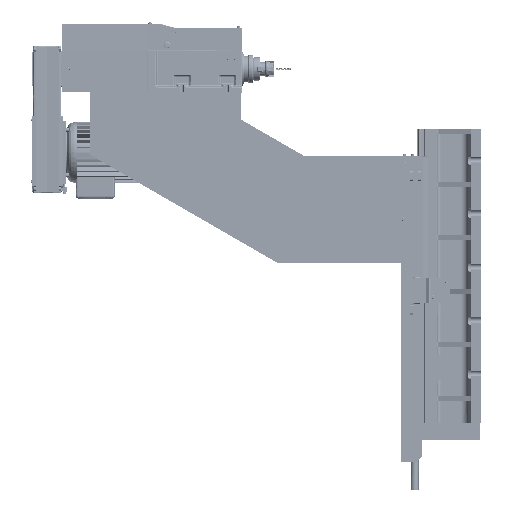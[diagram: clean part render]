
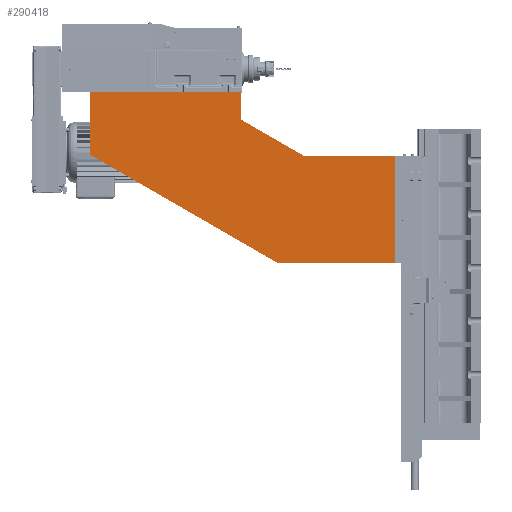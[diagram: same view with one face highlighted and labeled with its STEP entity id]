
A CAD part, left-side view. The second image highlights one B-rep face of the part: STEP entity #290418.
In plain terms, the highlighted free-form (B-spline) face has degree [1, 1] with [2, 2] control points.
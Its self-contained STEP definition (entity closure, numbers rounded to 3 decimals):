
#289865 = VERTEX_POINT('',#289866);
#289866 = CARTESIAN_POINT('',(-105.394,499.611,
    -207.826));
#289891 = VERTEX_POINT('',#289892);
#289892 = CARTESIAN_POINT('',(-105.394,745.093,
    -207.826));
#289897 = EDGE_CURVE('',#289865,#289891,#289898,.T.);
#289898 = B_SPLINE_CURVE_WITH_KNOTS('',1,(#289899,#289900),
  .UNSPECIFIED.,.F.,.F.,(2,2),(-136.84,136.84),
  .PIECEWISE_BEZIER_KNOTS.);
#289899 = CARTESIAN_POINT('',(-105.394,499.611,
    -207.826));
#289900 = CARTESIAN_POINT('',(-105.394,745.093,
    -207.826));
#289944 = VERTEX_POINT('',#289945);
#289945 = CARTESIAN_POINT('',(-105.394,499.611,
    -494.856));
#289950 = EDGE_CURVE('',#289944,#289951,#289953,.T.);
#289951 = VERTEX_POINT('',#289952);
#289952 = CARTESIAN_POINT('',(-105.394,816.528,
    -494.856));
#289953 = B_SPLINE_CURVE_WITH_KNOTS('',1,(#289954,#289955),
  .UNSPECIFIED.,.F.,.F.,(2,2),(-176.66,176.66),
  .PIECEWISE_BEZIER_KNOTS.);
#289954 = CARTESIAN_POINT('',(-105.394,499.611,
    -494.856));
#289955 = CARTESIAN_POINT('',(-105.394,816.528,
    -494.856));
#290375 = EDGE_CURVE('',#289865,#289944,#290376,.T.);
#290376 = B_SPLINE_CURVE_WITH_KNOTS('',1,(#290377,#290378),
  .UNSPECIFIED.,.F.,.F.,(2,2),(-160.,160.),.PIECEWISE_BEZIER_KNOTS.);
#290377 = CARTESIAN_POINT('',(-105.394,499.611,
    -207.826));
#290378 = CARTESIAN_POINT('',(-105.394,499.611,
    -494.856));
#290403 = VERTEX_POINT('',#290404);
#290404 = CARTESIAN_POINT('',(-105.394,914.907,
    -109.784));
#290409 = EDGE_CURVE('',#289891,#290403,#290410,.T.);
#290410 = B_SPLINE_CURVE_WITH_KNOTS('',1,(#290411,#290412),
  .UNSPECIFIED.,.F.,.F.,(2,2),(-109.304,109.304),
  .PIECEWISE_BEZIER_KNOTS.);
#290411 = CARTESIAN_POINT('',(-105.394,745.093,
    -207.826));
#290412 = CARTESIAN_POINT('',(-105.394,914.907,
    -109.784));
#290418 = ADVANCED_FACE('',(#290419),#290451,.F.);
#290419 = FACE_BOUND('',#290420,.T.);
#290420 = EDGE_LOOP('',(#290421,#290422,#290423,#290424,#290425,#290432,
    #290439,#290446));
#290421 = ORIENTED_EDGE('',*,*,#289950,.F.);
#290422 = ORIENTED_EDGE('',*,*,#290375,.F.);
#290423 = ORIENTED_EDGE('',*,*,#289897,.T.);
#290424 = ORIENTED_EDGE('',*,*,#290409,.T.);
#290425 = ORIENTED_EDGE('',*,*,#290426,.F.);
#290426 = EDGE_CURVE('',#290427,#290403,#290429,.T.);
#290427 = VERTEX_POINT('',#290428);
#290428 = CARTESIAN_POINT('',(-105.394,914.907,
    -37.402));
#290429 = B_SPLINE_CURVE_WITH_KNOTS('',1,(#290430,#290431),
  .UNSPECIFIED.,.F.,.F.,(2,2),(-40.348,40.348),
  .PIECEWISE_BEZIER_KNOTS.);
#290430 = CARTESIAN_POINT('',(-105.394,914.907,
    -37.402));
#290431 = CARTESIAN_POINT('',(-105.394,914.907,
    -109.784));
#290432 = ORIENTED_EDGE('',*,*,#290433,.F.);
#290433 = EDGE_CURVE('',#290434,#290427,#290436,.T.);
#290434 = VERTEX_POINT('',#290435);
#290435 = CARTESIAN_POINT('',(-105.394,1318.543,
    -37.402));
#290436 = B_SPLINE_CURVE_WITH_KNOTS('',1,(#290437,#290438),
  .UNSPECIFIED.,.F.,.F.,(2,2),(-225.,225.),.PIECEWISE_BEZIER_KNOTS.);
#290437 = CARTESIAN_POINT('',(-105.394,1318.543,
    -37.402));
#290438 = CARTESIAN_POINT('',(-105.394,914.907,
    -37.402));
#290439 = ORIENTED_EDGE('',*,*,#290440,.F.);
#290440 = EDGE_CURVE('',#290441,#290434,#290443,.T.);
#290441 = VERTEX_POINT('',#290442);
#290442 = CARTESIAN_POINT('',(-105.394,1318.543,
    -205.018));
#290443 = B_SPLINE_CURVE_WITH_KNOTS('',1,(#290444,#290445),
  .UNSPECIFIED.,.F.,.F.,(2,2),(-93.434,93.434),
  .PIECEWISE_BEZIER_KNOTS.);
#290444 = CARTESIAN_POINT('',(-105.394,1318.543,
    -205.018));
#290445 = CARTESIAN_POINT('',(-105.394,1318.543,
    -37.402));
#290446 = ORIENTED_EDGE('',*,*,#290447,.T.);
#290447 = EDGE_CURVE('',#290441,#289951,#290448,.T.);
#290448 = B_SPLINE_CURVE_WITH_KNOTS('',1,(#290449,#290450),
  .UNSPECIFIED.,.F.,.F.,(2,2),(-323.131,323.131),
  .PIECEWISE_BEZIER_KNOTS.);
#290449 = CARTESIAN_POINT('',(-105.394,1318.543,
    -205.018));
#290450 = CARTESIAN_POINT('',(-105.394,816.528,
    -494.856));
#290451 = B_SPLINE_SURFACE_WITH_KNOTS('',1,1,(
    (#290452,#290453)
    ,(#290454,#290455
    )),.UNSPECIFIED.,.F.,.F.,.F.,(2,2),(2,2),(45.65,958.65),(
    25.5,535.5),.PIECEWISE_BEZIER_KNOTS.);
#290452 = CARTESIAN_POINT('',(-105.394,499.611,
    -494.856));
#290453 = CARTESIAN_POINT('',(-105.394,499.611,
    -37.402));
#290454 = CARTESIAN_POINT('',(-105.394,1318.543,
    -494.856));
#290455 = CARTESIAN_POINT('',(-105.394,1318.543,
    -37.402));
